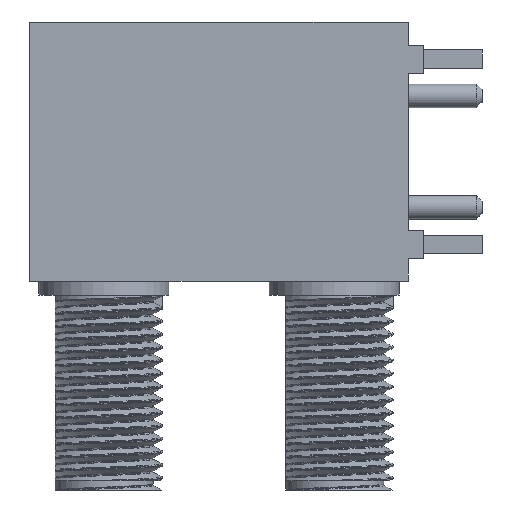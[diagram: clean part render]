
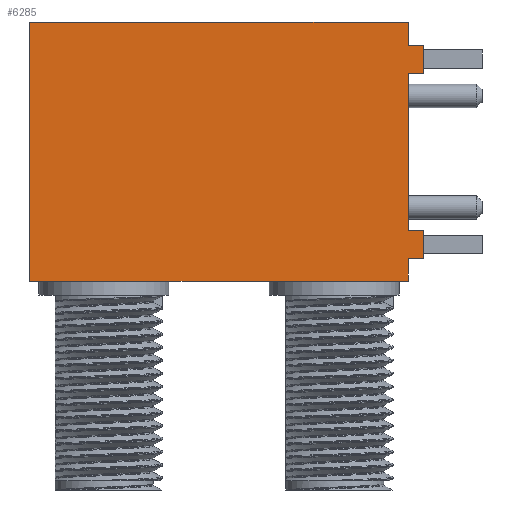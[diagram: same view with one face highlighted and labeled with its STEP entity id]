
A CAD part, left-side view. The second image highlights one B-rep face of the part: STEP entity #6285.
In plain terms, the highlighted planar face has unit normal (-1, 0, 0).
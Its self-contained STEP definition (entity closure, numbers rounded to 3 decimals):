
#133=PLANE('',#6631);
#1097=FACE_OUTER_BOUND('',#1438,.T.);
#1438=EDGE_LOOP('',(#4954,#4955,#4956,#4957,#4958,#4959,#4960,#4961,#4962,
#4963,#4964,#4965,#4966,#4967));
#1710=LINE('',#17716,#1981);
#1722=LINE('',#17754,#1993);
#1726=LINE('',#17762,#1997);
#1730=LINE('',#17769,#2001);
#1812=LINE('',#18122,#2083);
#1865=LINE('',#18231,#2136);
#1866=LINE('',#18234,#2137);
#1870=LINE('',#18241,#2141);
#1881=LINE('',#18263,#2152);
#1882=LINE('',#18266,#2153);
#1886=LINE('',#18273,#2157);
#1895=LINE('',#18305,#2166);
#1896=LINE('',#18306,#2167);
#1897=LINE('',#18307,#2168);
#1981=VECTOR('',#6821,10.);
#1993=VECTOR('',#6851,10.);
#1997=VECTOR('',#6855,10.);
#2001=VECTOR('',#6859,10.);
#2083=VECTOR('',#7149,10.);
#2136=VECTOR('',#7246,10.);
#2137=VECTOR('',#7249,10.);
#2141=VECTOR('',#7257,10.);
#2152=VECTOR('',#7278,10.);
#2153=VECTOR('',#7281,10.);
#2157=VECTOR('',#7289,10.);
#2166=VECTOR('',#7314,10.);
#2167=VECTOR('',#7315,10.);
#2168=VECTOR('',#7316,10.);
#2438=VERTEX_POINT('',#17706);
#2440=VERTEX_POINT('',#17714);
#2456=VERTEX_POINT('',#17751);
#2457=VERTEX_POINT('',#17753);
#2460=VERTEX_POINT('',#17759);
#2461=VERTEX_POINT('',#17761);
#2464=VERTEX_POINT('',#17767);
#2567=VERTEX_POINT('',#18119);
#2568=VERTEX_POINT('',#18121);
#2602=VERTEX_POINT('',#18229);
#2603=VERTEX_POINT('',#18233);
#2610=VERTEX_POINT('',#18261);
#2611=VERTEX_POINT('',#18265);
#2617=VERTEX_POINT('',#18304);
#3185=EDGE_CURVE('',#2438,#2440,#1710,.T.);
#3203=EDGE_CURVE('',#2457,#2456,#1722,.T.);
#3207=EDGE_CURVE('',#2461,#2460,#1726,.T.);
#3211=EDGE_CURVE('',#2440,#2464,#1730,.T.);
#3365=EDGE_CURVE('',#2567,#2568,#1812,.T.);
#3418=EDGE_CURVE('',#2464,#2602,#1865,.T.);
#3419=EDGE_CURVE('',#2461,#2603,#1866,.T.);
#3423=EDGE_CURVE('',#2603,#2602,#1870,.T.);
#3434=EDGE_CURVE('',#2460,#2610,#1881,.T.);
#3435=EDGE_CURVE('',#2457,#2611,#1882,.T.);
#3439=EDGE_CURVE('',#2611,#2610,#1886,.T.);
#3449=EDGE_CURVE('',#2567,#2617,#1895,.T.);
#3450=EDGE_CURVE('',#2617,#2438,#1896,.T.);
#3451=EDGE_CURVE('',#2568,#2456,#1897,.T.);
#4954=ORIENTED_EDGE('',*,*,#3449,.T.);
#4955=ORIENTED_EDGE('',*,*,#3450,.T.);
#4956=ORIENTED_EDGE('',*,*,#3185,.T.);
#4957=ORIENTED_EDGE('',*,*,#3211,.T.);
#4958=ORIENTED_EDGE('',*,*,#3418,.T.);
#4959=ORIENTED_EDGE('',*,*,#3423,.F.);
#4960=ORIENTED_EDGE('',*,*,#3419,.F.);
#4961=ORIENTED_EDGE('',*,*,#3207,.T.);
#4962=ORIENTED_EDGE('',*,*,#3434,.T.);
#4963=ORIENTED_EDGE('',*,*,#3439,.F.);
#4964=ORIENTED_EDGE('',*,*,#3435,.F.);
#4965=ORIENTED_EDGE('',*,*,#3203,.T.);
#4966=ORIENTED_EDGE('',*,*,#3451,.F.);
#4967=ORIENTED_EDGE('',*,*,#3365,.F.);
#6285=ADVANCED_FACE('',(#1097),#133,.T.);
#6631=AXIS2_PLACEMENT_3D('',#18303,#7312,#7313);
#6821=DIRECTION('',(0.,-1.,0.));
#6851=DIRECTION('',(0.,0.,1.));
#6855=DIRECTION('',(0.,0.,1.));
#6859=DIRECTION('',(0.,0.,1.));
#7149=DIRECTION('',(0.,0.,1.));
#7246=DIRECTION('',(0.,-1.,0.));
#7249=DIRECTION('',(0.,-1.,0.));
#7257=DIRECTION('',(0.,0.,-1.));
#7278=DIRECTION('',(0.,-1.,0.));
#7281=DIRECTION('',(0.,-1.,0.));
#7289=DIRECTION('',(0.,0.,-1.));
#7312=DIRECTION('center_axis',(-1.,0.,0.));
#7313=DIRECTION('ref_axis',(0.,-1.,0.));
#7314=DIRECTION('',(0.,-1.,0.));
#7315=DIRECTION('',(0.,-1.,0.));
#7316=DIRECTION('',(0.,-1.,0.));
#17706=CARTESIAN_POINT('',(0.733,-5.891,-6.186));
#17714=CARTESIAN_POINT('',(0.733,-9.878,-6.186));
#17716=CARTESIAN_POINT('',(0.733,10.569,-6.186));
#17751=CARTESIAN_POINT('',(0.733,-9.878,7.81));
#17753=CARTESIAN_POINT('',(0.733,-9.878,6.565));
#17754=CARTESIAN_POINT('',(0.733,-9.878,-6.186));
#17759=CARTESIAN_POINT('',(0.733,-9.878,5.041));
#17761=CARTESIAN_POINT('',(0.733,-9.878,-3.443));
#17762=CARTESIAN_POINT('',(0.733,-9.878,-6.186));
#17767=CARTESIAN_POINT('',(0.733,-9.878,-4.967));
#17769=CARTESIAN_POINT('',(0.733,-9.878,-6.186));
#18119=CARTESIAN_POINT('',(0.733,10.569,-6.186));
#18121=CARTESIAN_POINT('',(0.733,10.569,7.81));
#18122=CARTESIAN_POINT('',(0.733,10.569,-6.186));
#18229=CARTESIAN_POINT('',(0.733,-10.691,-4.967));
#18231=CARTESIAN_POINT('',(0.733,-9.878,-4.967));
#18233=CARTESIAN_POINT('',(0.733,-10.691,-3.443));
#18234=CARTESIAN_POINT('',(0.733,-9.878,-3.443));
#18241=CARTESIAN_POINT('',(0.733,-10.691,-3.443));
#18261=CARTESIAN_POINT('',(0.733,-10.691,5.041));
#18263=CARTESIAN_POINT('',(0.733,-9.878,5.041));
#18265=CARTESIAN_POINT('',(0.733,-10.691,6.565));
#18266=CARTESIAN_POINT('',(0.733,-9.878,6.565));
#18273=CARTESIAN_POINT('',(0.733,-10.691,6.565));
#18303=CARTESIAN_POINT('Origin',(0.733,10.569,-6.186));
#18304=CARTESIAN_POINT('',(0.733,6.555,-6.186));
#18305=CARTESIAN_POINT('',(0.733,10.569,-6.186));
#18306=CARTESIAN_POINT('',(0.733,10.569,-6.186));
#18307=CARTESIAN_POINT('',(0.733,10.569,7.81));
